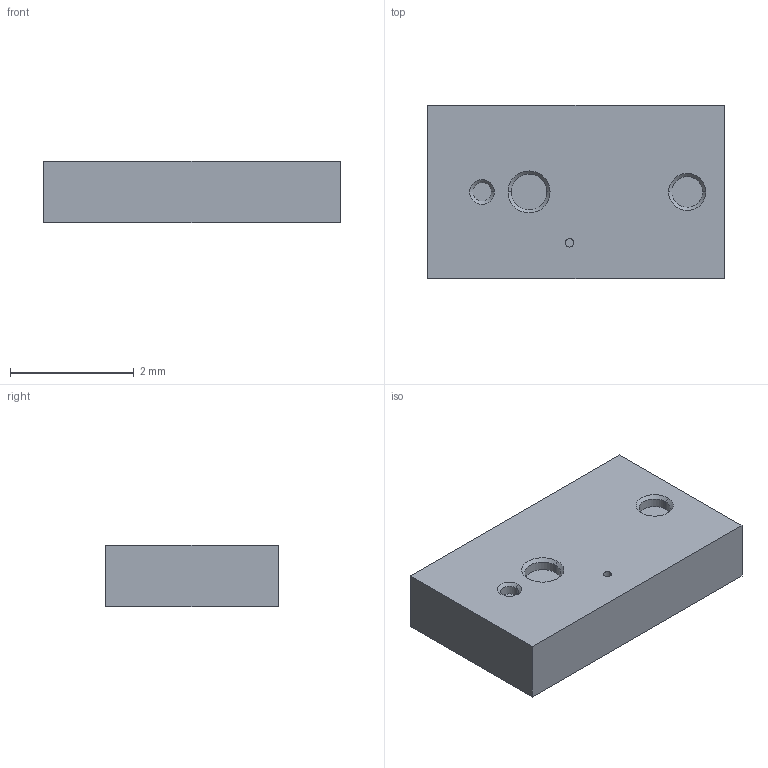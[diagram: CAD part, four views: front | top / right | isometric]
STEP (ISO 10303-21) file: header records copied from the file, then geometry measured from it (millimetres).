
FILE_DESCRIPTION (( 'STEP AP214' ), '1' );
FILE_NAME ('VL6180X.STEP', '2019-05-08T07:01:54', ( '' ), ( '' ), 'SwSTEP 2.0', 'SolidWorks 2015', '' );
FILE_SCHEMA (( 'AUTOMOTIVE_DESIGN' ));
Length unit declared in the file: millimetre
Products named in the file (2): VL6180X
Bounding box: 4.8 x 2.8 x 1 mm (x, y, z)
Volume: 13.3 mm3; surface area: 42.9 mm2
Topology: 1 solids, 1 shells, 84 faces, 192 edges, 126 vertices
Faces by surface type: plane 70, cylinder 8, cone 6
Entity records: 2775 total; most frequent: CARTESIAN_POINT 404, DIRECTION 386, ORIENTED_EDGE 384, EDGE_CURVE 192, LINE 170, VECTOR 170, VERTEX_POINT 126, AXIS2_PLACEMENT_3D 108
